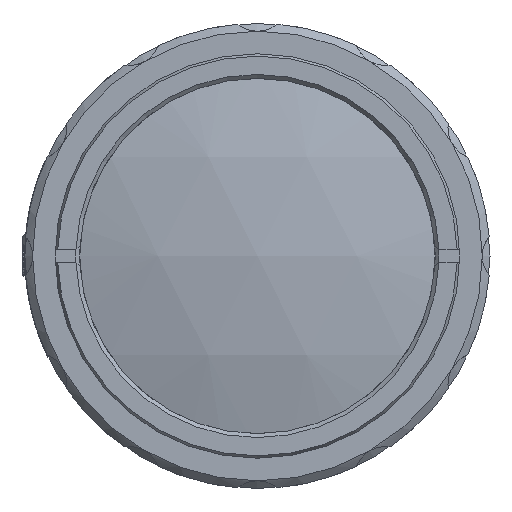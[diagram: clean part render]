
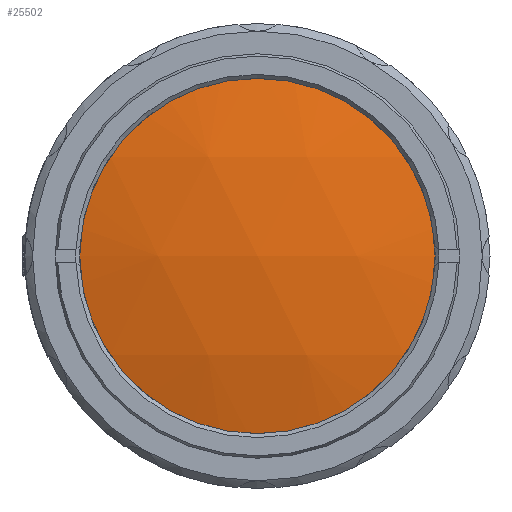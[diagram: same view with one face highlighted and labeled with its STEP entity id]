
A CAD part, left-side view. The second image highlights one B-rep face of the part: STEP entity #25502.
In plain terms, the highlighted spherical face has radius 45.7 mm.
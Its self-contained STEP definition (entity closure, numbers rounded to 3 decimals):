
#773=SPHERICAL_SURFACE('',#27508,45.7);
#3492=FACE_OUTER_BOUND('',#5117,.T.);
#5117=EDGE_LOOP('',(#18114,#18115));
#10429=CIRCLE('',#27509,12.7);
#10430=CIRCLE('',#27510,12.7);
#11200=VERTEX_POINT('',#35788);
#11201=VERTEX_POINT('',#35789);
#13904=EDGE_CURVE('',#11200,#11201,#10429,.T.);
#13905=EDGE_CURVE('',#11201,#11200,#10430,.T.);
#18114=ORIENTED_EDGE('',*,*,#13904,.T.);
#18115=ORIENTED_EDGE('',*,*,#13905,.T.);
#25502=ADVANCED_FACE('',(#3492),#773,.T.);
#27508=AXIS2_PLACEMENT_3D('',#35787,#29778,#29779);
#27509=AXIS2_PLACEMENT_3D('',#35790,#29780,#29781);
#27510=AXIS2_PLACEMENT_3D('',#35791,#29782,#29783);
#29778=DIRECTION('center_axis',(-1.,0.,0.));
#29779=DIRECTION('ref_axis',(0.,-1.,0.));
#29780=DIRECTION('center_axis',(0.,0.,1.));
#29781=DIRECTION('ref_axis',(0.814,-0.581,0.));
#29782=DIRECTION('center_axis',(0.,0.,1.));
#29783=DIRECTION('ref_axis',(0.814,-0.581,0.));
#35787=CARTESIAN_POINT('Origin',(0.,0.,7.325));
#35788=CARTESIAN_POINT('',(12.7,0.,51.225));
#35789=CARTESIAN_POINT('',(-12.7,0.,51.225));
#35790=CARTESIAN_POINT('Origin',(0.,0.,
51.225));
#35791=CARTESIAN_POINT('Origin',(0.,0.,
51.225));
